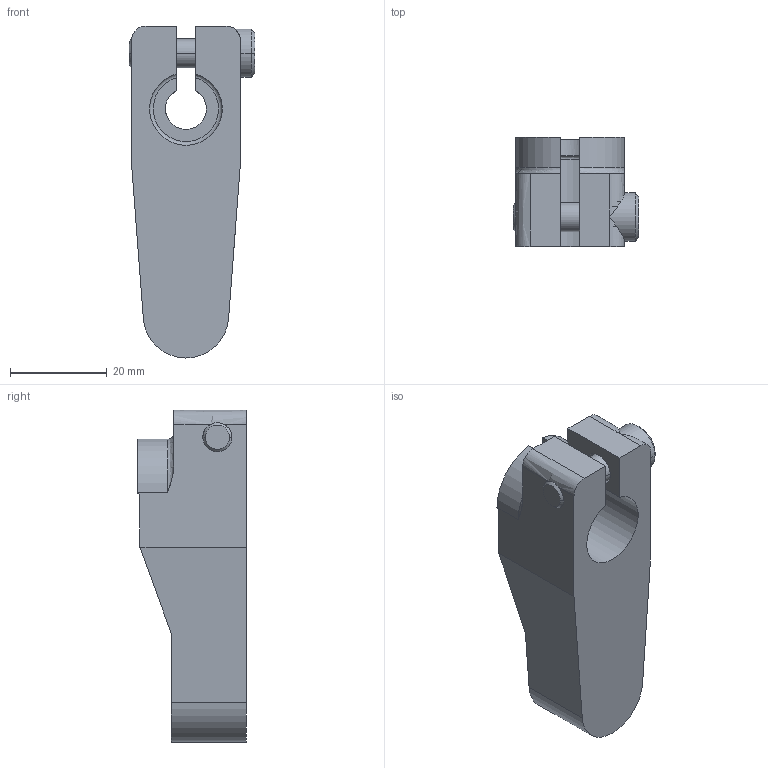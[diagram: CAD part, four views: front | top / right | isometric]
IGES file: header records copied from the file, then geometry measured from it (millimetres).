
Start section:  PTC IGES file: ilcml9142500.igs
Global section: file name: ilcml9142500.igs; native system: Pro/ENGINEER by Parametric Technology Corporation; preprocessor: 2007460; author: QAM; organization: Unknown; date: 20130710.114959; units: millimetre
Bounding box: 26 x 22.5 x 68.6 mm (x, y, z)
Surface area: 7593.7 mm2 (no closed solid volume)
Topology: 0 solids, 0 shells, 56 faces, 280 edges, 280 vertices
Faces by surface type: bspline 28, revolution 28
